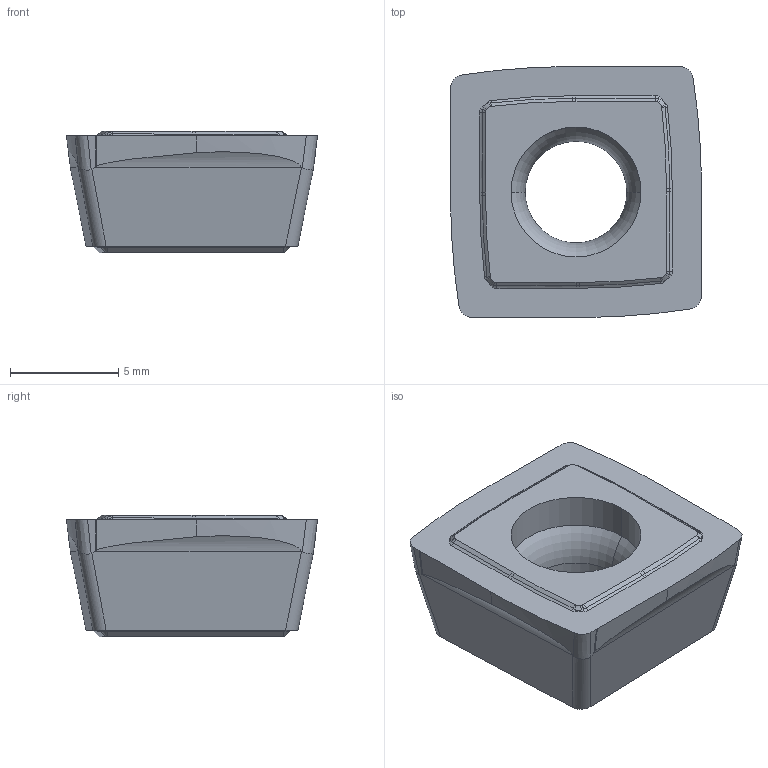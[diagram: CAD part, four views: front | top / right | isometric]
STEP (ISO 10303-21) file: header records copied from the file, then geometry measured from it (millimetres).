
FILE_DESCRIPTION((''),'2;1');
FILE_NAME('SOMX115406-UH','2023-06-21T14:50:25',('tlyae014'),('PTC Japan'),'CREO PARAMETRIC BY PTC INC, 2021424','CREO PARAMETRIC BY PTC INC, 2021424','');
FILE_SCHEMA(('AUTOMOTIVE_DESIGN { 1 0 10303 214 1 1 1 1 }'));
Length unit declared in the file: millimetre
Products named in the file (1): SOMX115406-UH
Bounding box: 11.6 x 11.6 x 5.6 mm (x, y, z)
Volume: 477.3 mm3; surface area: 486.9 mm2
Topology: 1 solids, 1 shells, 122 faces, 336 edges, 214 vertices
Faces by surface type: bspline 68, plane 24, cylinder 24, cone 4, torus 2
Entity records: 7126 total; most frequent: CARTESIAN_POINT 3592, ORIENTED_EDGE 624, PRESENTATION_STYLE_ASSIGNMENT 335, STYLED_ITEM 335, CURVE_STYLE 334, EDGE_CURVE 312, DIRECTION 268, B_SPLINE_CURVE_WITH_KNOTS 208
